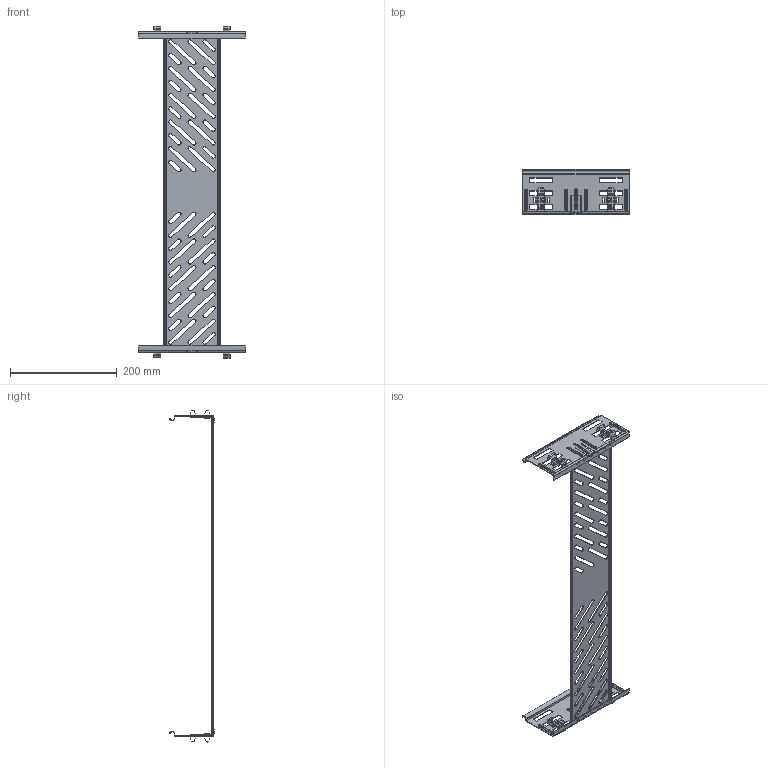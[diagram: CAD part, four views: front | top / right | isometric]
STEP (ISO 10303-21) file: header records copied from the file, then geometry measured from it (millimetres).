
FILE_DESCRIPTION (( 'STEP AP214' ), '1' );
FILE_NAME ('6069036.STP', '2017-04-12T08:07:55', ( '' ), ( '' ), 'SwSTEP 2.0', 'SolidWorks 2016', '' );
FILE_SCHEMA (( 'AUTOMOTIVE_DESIGN' ));
Length unit declared in the file: millimetre
Products named in the file (4): 040601_Standard; 040579_85; 040599_600; 6069036
Assembly tree (7 placements, depth 2):
  6069036
    040599_600
    040579_85  x2
    040601_Standard  x4
Bounding box: 200 x 83.2 x 621 mm (x, y, z)
Volume: 91115.9 mm3; surface area: 196745.6 mm2
Topology: 7 solids, 7 shells, 1183 faces, 3099 edges, 1934 vertices
Faces by surface type: plane 684, cylinder 335, torus 144, bspline 20
Entity records: 20925 total; most frequent: CARTESIAN_POINT 3784, DIRECTION 3623, ORIENTED_EDGE 3518, EDGE_CURVE 1759, AXIS2_PLACEMENT_3D 1241, LINE 1141, VECTOR 1141, VERTEX_POINT 1124
